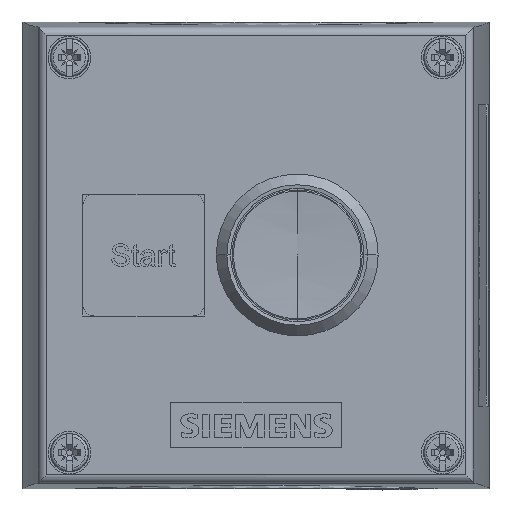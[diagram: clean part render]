
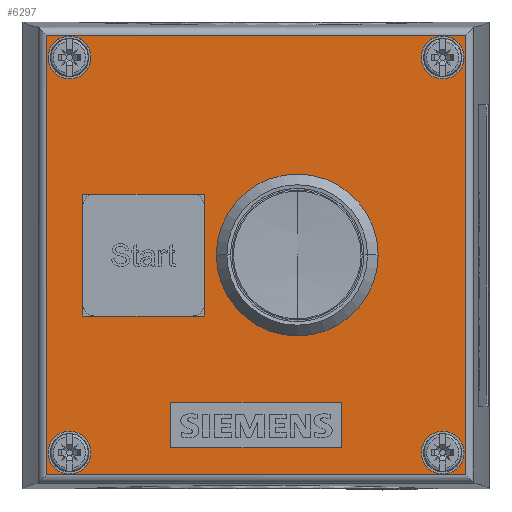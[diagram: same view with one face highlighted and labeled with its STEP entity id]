
A CAD part, top view. The second image highlights one B-rep face of the part: STEP entity #6297.
In plain terms, the highlighted planar face has unit normal (0, 0, 1).
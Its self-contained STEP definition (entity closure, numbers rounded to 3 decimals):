
#6297=ADVANCED_FACE('',(#13743,#13744,#13745,#13746,#13747,#13748,#13749,#13750),#13751,.T.);
#13743=FACE_OUTER_BOUND('',#21985,.T.);
#13744=FACE_BOUND('',#21986,.T.);
#13745=FACE_BOUND('',#21987,.T.);
#13746=FACE_BOUND('',#21988,.T.);
#13747=FACE_BOUND('',#21989,.T.);
#13748=FACE_BOUND('',#21990,.T.);
#13749=FACE_BOUND('',#21991,.T.);
#13750=FACE_BOUND('',#21992,.T.);
#13751=PLANE('',#21993);
#21985=EDGE_LOOP('',(#46544,#46545,#46546,#46547));
#21986=EDGE_LOOP('',(#46548,#46549));
#21987=EDGE_LOOP('',(#46550,#46551));
#21988=EDGE_LOOP('',(#46552,#46553));
#21989=EDGE_LOOP('',(#46554,#46555));
#21990=EDGE_LOOP('',(#46556,#46557,#46558,#46559));
#21991=EDGE_LOOP('',(#46560,#46561,#46562,#46563));
#21992=EDGE_LOOP('',(#46564,#46565));
#21993=AXIS2_PLACEMENT_3D('',#46566,#46567,#46568);
#46544=ORIENTED_EDGE('',*,*,#53222,.T.);
#46545=ORIENTED_EDGE('',*,*,#53218,.F.);
#46546=ORIENTED_EDGE('',*,*,#53225,.F.);
#46547=ORIENTED_EDGE('',*,*,#53226,.F.);
#46548=ORIENTED_EDGE('',*,*,#48694,.T.);
#46549=ORIENTED_EDGE('',*,*,#52776,.T.);
#46550=ORIENTED_EDGE('',*,*,#48689,.T.);
#46551=ORIENTED_EDGE('',*,*,#52780,.T.);
#46552=ORIENTED_EDGE('',*,*,#48684,.T.);
#46553=ORIENTED_EDGE('',*,*,#52784,.T.);
#46554=ORIENTED_EDGE('',*,*,#48679,.T.);
#46555=ORIENTED_EDGE('',*,*,#52788,.T.);
#46556=ORIENTED_EDGE('',*,*,#53169,.T.);
#46557=ORIENTED_EDGE('',*,*,#53178,.T.);
#46558=ORIENTED_EDGE('',*,*,#53175,.T.);
#46559=ORIENTED_EDGE('',*,*,#53172,.T.);
#46560=ORIENTED_EDGE('',*,*,#53204,.T.);
#46561=ORIENTED_EDGE('',*,*,#53212,.T.);
#46562=ORIENTED_EDGE('',*,*,#53210,.T.);
#46563=ORIENTED_EDGE('',*,*,#53207,.T.);
#46564=ORIENTED_EDGE('',*,*,#48674,.T.);
#46565=ORIENTED_EDGE('',*,*,#53214,.T.);
#46566=CARTESIAN_POINT('',(42.537,85.2,64.0));
#46567=DIRECTION('',(0.0,0.0,1.0));
#46568=DIRECTION('',(1.0,0.0,0.0));
#48674=EDGE_CURVE('',#54515,#54519,#54521,.T.);
#48679=EDGE_CURVE('',#54524,#54528,#54530,.T.);
#48684=EDGE_CURVE('',#54533,#54537,#54539,.T.);
#48689=EDGE_CURVE('',#54542,#54546,#54548,.T.);
#48694=EDGE_CURVE('',#54551,#54555,#54557,.T.);
#52776=EDGE_CURVE('',#54555,#54551,#60444,.T.);
#52780=EDGE_CURVE('',#54546,#54542,#60448,.T.);
#52784=EDGE_CURVE('',#54537,#54533,#60452,.T.);
#52788=EDGE_CURVE('',#54528,#54524,#60456,.T.);
#53169=EDGE_CURVE('',#61024,#61022,#61025,.T.);
#53172=EDGE_CURVE('',#61028,#61024,#61029,.T.);
#53175=EDGE_CURVE('',#61032,#61028,#61033,.T.);
#53178=EDGE_CURVE('',#61022,#61032,#61036,.T.);
#53204=EDGE_CURVE('',#61072,#61074,#61076,.T.);
#53207=EDGE_CURVE('',#61078,#61072,#61080,.T.);
#53210=EDGE_CURVE('',#61082,#61078,#61084,.T.);
#53212=EDGE_CURVE('',#61074,#61082,#61086,.T.);
#53214=EDGE_CURVE('',#54519,#54515,#61088,.T.);
#53218=EDGE_CURVE('',#61092,#61094,#61095,.T.);
#53222=EDGE_CURVE('',#61099,#61094,#61100,.T.);
#53225=EDGE_CURVE('',#61103,#61092,#61104,.T.);
#53226=EDGE_CURVE('',#61099,#61103,#61105,.T.);
#54515=VERTEX_POINT('',#63800);
#54519=VERTEX_POINT('',#63838);
#54521=CIRCLE('',#63841,11.25);
#54524=VERTEX_POINT('',#63844);
#54528=VERTEX_POINT('',#63849);
#54530=CIRCLE('',#63852,3.9);
#54533=VERTEX_POINT('',#63855);
#54537=VERTEX_POINT('',#63860);
#54539=CIRCLE('',#63863,3.9);
#54542=VERTEX_POINT('',#63866);
#54546=VERTEX_POINT('',#63871);
#54548=CIRCLE('',#63874,3.9);
#54551=VERTEX_POINT('',#63877);
#54555=VERTEX_POINT('',#63882);
#54557=CIRCLE('',#63885,3.9);
#60444=CIRCLE('',#73053,3.9);
#60448=CIRCLE('',#73057,3.9);
#60452=CIRCLE('',#73061,3.9);
#60456=CIRCLE('',#73065,3.9);
#61022=VERTEX_POINT('',#73840);
#61024=VERTEX_POINT('',#73843);
#61025=LINE('',#73844,#73845);
#61028=VERTEX_POINT('',#73849);
#61029=LINE('',#73850,#73851);
#61032=VERTEX_POINT('',#73855);
#61033=LINE('',#73856,#73857);
#61036=LINE('',#73861,#73862);
#61072=VERTEX_POINT('',#73912);
#61074=VERTEX_POINT('',#73915);
#61076=LINE('',#73918,#73919);
#61078=VERTEX_POINT('',#73921);
#61080=LINE('',#73924,#73925);
#61082=VERTEX_POINT('',#73927);
#61084=LINE('',#73930,#73931);
#61086=LINE('',#73933,#73934);
#61088=CIRCLE('',#73936,11.25);
#61092=VERTEX_POINT('',#73943);
#61094=VERTEX_POINT('',#73945);
#61095=LINE('',#73946,#73947);
#61099=VERTEX_POINT('',#73951);
#61100=LINE('',#73952,#73953);
#61103=VERTEX_POINT('',#73956);
#61104=LINE('',#73957,#73958);
#61105=LINE('',#73959,#73960);
#63800=CARTESIAN_POINT('',(61.288,42.7,64.0));
#63838=CARTESIAN_POINT('',(38.788,42.7,64.0));
#63841=AXIS2_PLACEMENT_3D('',#75058,#75059,#75060);
#63844=CARTESIAN_POINT('',(12.438,6.7,64.0));
#63849=CARTESIAN_POINT('',(4.638,6.7,64.0));
#63852=AXIS2_PLACEMENT_3D('',#75066,#75067,#75068);
#63855=CARTESIAN_POINT('',(12.438,78.7,64.0));
#63860=CARTESIAN_POINT('',(4.638,78.7,64.0));
#63863=AXIS2_PLACEMENT_3D('',#75074,#75075,#75076);
#63866=CARTESIAN_POINT('',(80.438,6.7,64.0));
#63871=CARTESIAN_POINT('',(72.638,6.7,64.0));
#63874=AXIS2_PLACEMENT_3D('',#75082,#75083,#75084);
#63877=CARTESIAN_POINT('',(80.438,78.7,64.0));
#63882=CARTESIAN_POINT('',(72.638,78.7,64.0));
#63885=AXIS2_PLACEMENT_3D('',#75090,#75091,#75092);
#73053=AXIS2_PLACEMENT_3D('',#78244,#78245,#78246);
#73057=AXIS2_PLACEMENT_3D('',#78250,#78251,#78252);
#73061=AXIS2_PLACEMENT_3D('',#78256,#78257,#78258);
#73065=AXIS2_PLACEMENT_3D('',#78262,#78263,#78264);
#73840=CARTESIAN_POINT('',(58.088,7.55,64.0));
#73843=CARTESIAN_POINT('',(58.088,15.85,64.0));
#73844=CARTESIAN_POINT('',(58.088,48.45,64.0));
#73845=VECTOR('',#78682,1.0);
#73849=CARTESIAN_POINT('',(26.988,15.85,64.0));
#73850=CARTESIAN_POINT('',(42.537,15.85,64.0));
#73851=VECTOR('',#78684,1.0);
#73855=CARTESIAN_POINT('',(26.988,7.55,64.0));
#73856=CARTESIAN_POINT('',(26.988,48.45,64.0));
#73857=VECTOR('',#78686,1.0);
#73861=CARTESIAN_POINT('',(42.537,7.55,64.0));
#73862=VECTOR('',#78688,1.0);
#73912=CARTESIAN_POINT('',(10.938,53.8,64.0));
#73915=CARTESIAN_POINT('',(33.138,53.8,64.0));
#73918=CARTESIAN_POINT('',(32.287,53.8,64.0));
#73919=VECTOR('',#78711,1.0);
#73921=CARTESIAN_POINT('',(10.938,31.6,64.0));
#73924=CARTESIAN_POINT('',(10.938,63.95,64.0));
#73925=VECTOR('',#78713,1.0);
#73927=CARTESIAN_POINT('',(33.138,31.6,64.0));
#73930=CARTESIAN_POINT('',(32.287,31.6,64.0));
#73931=VECTOR('',#78715,1.0);
#73933=CARTESIAN_POINT('',(33.138,63.95,64.0));
#73934=VECTOR('',#78716,1.0);
#73936=AXIS2_PLACEMENT_3D('',#78717,#78718,#78719);
#73943=CARTESIAN_POINT('',(80.714,2.656,64.0));
#73945=CARTESIAN_POINT('',(4.361,2.656,64.0));
#73946=CARTESIAN_POINT('',(42.537,2.656,64.0));
#73947=VECTOR('',#78723,1.0);
#73951=CARTESIAN_POINT('',(4.361,82.744,64.0));
#73952=CARTESIAN_POINT('',(4.361,85.2,64.0));
#73953=VECTOR('',#78727,1.0);
#73956=CARTESIAN_POINT('',(80.714,82.744,64.0));
#73957=CARTESIAN_POINT('',(80.714,85.2,64.0));
#73958=VECTOR('',#78731,1.0);
#73959=CARTESIAN_POINT('',(42.537,82.744,64.0));
#73960=VECTOR('',#78732,1.0);
#75058=CARTESIAN_POINT('',(50.038,42.7,64.0));
#75059=DIRECTION('',(0.0,0.0,-1.0));
#75060=DIRECTION('',(1.0,0.0,0.0));
#75066=CARTESIAN_POINT('',(8.538,6.7,64.0));
#75067=DIRECTION('',(0.0,0.0,-1.0));
#75068=DIRECTION('',(1.0,0.0,0.0));
#75074=CARTESIAN_POINT('',(8.538,78.7,64.0));
#75075=DIRECTION('',(0.0,0.0,-1.0));
#75076=DIRECTION('',(1.0,0.0,0.0));
#75082=CARTESIAN_POINT('',(76.538,6.7,64.0));
#75083=DIRECTION('',(0.0,0.0,-1.0));
#75084=DIRECTION('',(1.0,0.0,0.0));
#75090=CARTESIAN_POINT('',(76.538,78.7,64.0));
#75091=DIRECTION('',(0.0,0.0,-1.0));
#75092=DIRECTION('',(1.0,0.0,0.0));
#78244=CARTESIAN_POINT('',(76.538,78.7,64.0));
#78245=DIRECTION('',(0.0,0.0,-1.0));
#78246=DIRECTION('',(1.0,0.0,0.0));
#78250=CARTESIAN_POINT('',(76.538,6.7,64.0));
#78251=DIRECTION('',(0.0,0.0,-1.0));
#78252=DIRECTION('',(1.0,0.0,0.0));
#78256=CARTESIAN_POINT('',(8.538,78.7,64.0));
#78257=DIRECTION('',(0.0,0.0,-1.0));
#78258=DIRECTION('',(1.0,0.0,0.0));
#78262=CARTESIAN_POINT('',(8.538,6.7,64.0));
#78263=DIRECTION('',(0.0,0.0,-1.0));
#78264=DIRECTION('',(1.0,0.0,0.0));
#78682=DIRECTION('',(0.0,-1.0,0.0));
#78684=DIRECTION('',(1.0,0.0,0.0));
#78686=DIRECTION('',(0.0,1.0,0.0));
#78688=DIRECTION('',(-1.0,0.0,0.0));
#78711=DIRECTION('',(1.0,0.0,0.0));
#78713=DIRECTION('',(0.0,1.0,0.0));
#78715=DIRECTION('',(-1.0,0.0,0.0));
#78716=DIRECTION('',(0.0,-1.0,0.0));
#78717=CARTESIAN_POINT('',(50.038,42.7,64.0));
#78718=DIRECTION('',(0.0,0.0,-1.0));
#78719=DIRECTION('',(1.0,0.0,0.0));
#78723=DIRECTION('',(-1.0,0.0,0.0));
#78727=DIRECTION('',(0.0,-1.0,0.0));
#78731=DIRECTION('',(0.0,-1.0,0.0));
#78732=DIRECTION('',(1.0,0.0,0.0));
